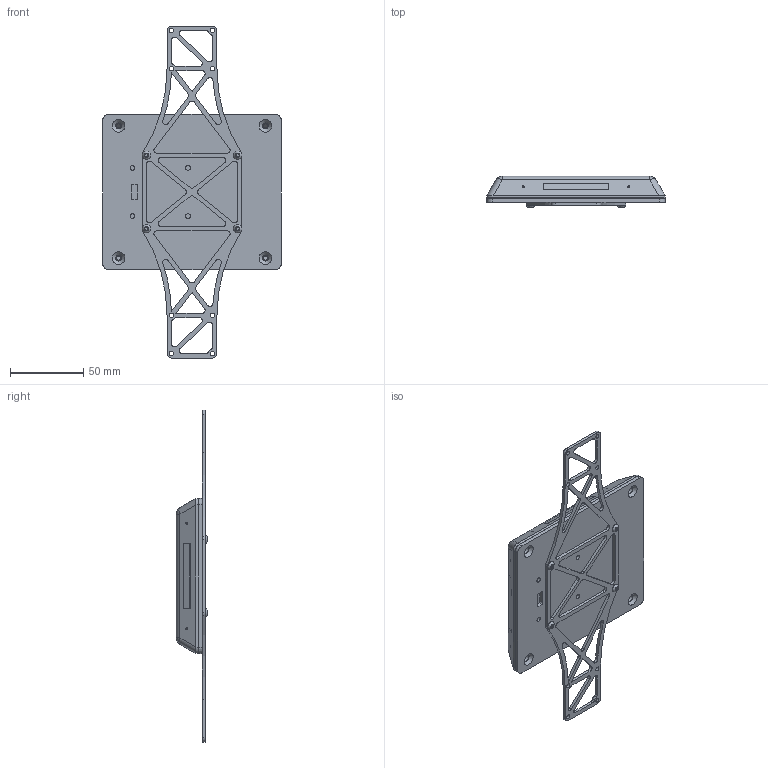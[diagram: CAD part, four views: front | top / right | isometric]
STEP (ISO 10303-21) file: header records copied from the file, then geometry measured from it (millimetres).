
FILE_DESCRIPTION(/* description */ (''),/* implementation_level */ '2;1');
FILE_NAME(/* name */ 'rfid架板 v6.step',/* time_stamp */ '2022-06-29T16:19:30+08:00',/* author */ (''),/* organization */ (''),/* preprocessor_version */ 'ST-DEVELOPER v19',/* originating_system */ 'Autodesk Translation Framework v11.7.0.108',/* authorisation */ '');
FILE_SCHEMA (('AUTOMOTIVE_DESIGN { 1 0 10303 214 3 1 1 }'));
Length unit declared in the file: millimetre
Products named in the file (3): rfid架板; RoboMaster 场地交互模块 FI02 2020 ; M3x6 BHCS
Assembly tree (5 placements, depth 2):
  rfid架板
    RoboMaster 场地交互模块 FI02 2020 
    M3x6 BHCS  x4
Bounding box: 121.67 x 21.45 x 226 mm (x, y, z)
Volume: 81748.5 mm3; surface area: 75619.5 mm2
Topology: 11 solids, 11 shells, 727 faces, 1865 edges, 1214 vertices
Faces by surface type: plane 370, bspline 143, cylinder 138, cone 68, sphere 8
Full cylindrical faces by diameter (mm): 1.5 x8, 2 x6, 3 x20, 3.2 x4, 4.5 x4, 5.7 x4
Entity records: 22394 total; most frequent: CARTESIAN_POINT 5912, ORIENTED_EDGE 3524, DIRECTION 3070, EDGE_CURVE 1762, VERTEX_POINT 1160, LINE 1118, VECTOR 1118, AXIS2_PLACEMENT_3D 976
